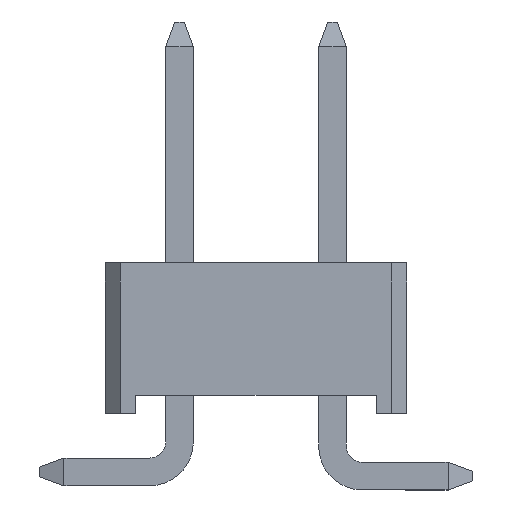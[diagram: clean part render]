
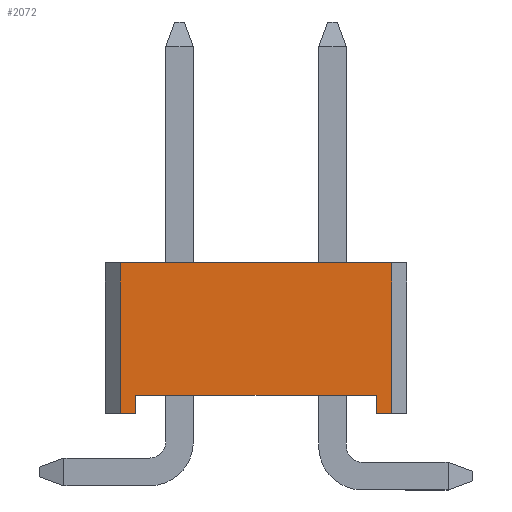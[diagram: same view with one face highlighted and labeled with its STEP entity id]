
A CAD part, left-side view. The second image highlights one B-rep face of the part: STEP entity #2072.
In plain terms, the highlighted planar face has unit normal (-1, 0, 0).
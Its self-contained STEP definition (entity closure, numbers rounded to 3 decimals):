
#35 = VERTEX_POINT('',#36);
#36 = CARTESIAN_POINT('',(-3.175,2.25,3.77));
#43 = PLANE('',#44);
#44 = AXIS2_PLACEMENT_3D('',#45,#46,#47);
#45 = CARTESIAN_POINT('',(-2.54,-2.885,3.77));
#46 = DIRECTION('',(0.,0.,1.));
#47 = DIRECTION('',(1.,0.,0.));
#55 = PLANE('',#56);
#56 = AXIS2_PLACEMENT_3D('',#57,#58,#59);
#57 = CARTESIAN_POINT('',(-2.925,2.5,3.77));
#58 = DIRECTION('',(0.707,-0.707,0.));
#59 = DIRECTION('',(0.707,0.707,0.));
#67 = EDGE_CURVE('',#35,#68,#70,.T.);
#68 = VERTEX_POINT('',#69);
#69 = CARTESIAN_POINT('',(-3.175,-2.25,3.77));
#70 = SURFACE_CURVE('',#71,(#75,#82),.PCURVE_S1.);
#71 = LINE('',#72,#73);
#72 = CARTESIAN_POINT('',(-3.175,-2.885,3.77));
#73 = VECTOR('',#74,1.);
#74 = DIRECTION('',(0.,-1.,0.));
#75 = PCURVE('',#43,#76);
#76 = DEFINITIONAL_REPRESENTATION('',(#77),#81);
#77 = LINE('',#78,#79);
#78 = CARTESIAN_POINT('',(-0.635,0.));
#79 = VECTOR('',#80,1.);
#80 = DIRECTION('',(0.,-1.));
#81 = ( GEOMETRIC_REPRESENTATION_CONTEXT(2) 
PARAMETRIC_REPRESENTATION_CONTEXT() REPRESENTATION_CONTEXT('2D SPACE',''
  ) );
#82 = PCURVE('',#83,#88);
#83 = PLANE('',#84);
#84 = AXIS2_PLACEMENT_3D('',#85,#86,#87);
#85 = CARTESIAN_POINT('',(-3.175,2.25,3.77));
#86 = DIRECTION('',(1.,0.,0.));
#87 = DIRECTION('',(0.,1.,0.));
#88 = DEFINITIONAL_REPRESENTATION('',(#89),#93);
#89 = LINE('',#90,#91);
#90 = CARTESIAN_POINT('',(-5.135,0.));
#91 = VECTOR('',#92,1.);
#92 = DIRECTION('',(-1.,0.));
#93 = ( GEOMETRIC_REPRESENTATION_CONTEXT(2) 
PARAMETRIC_REPRESENTATION_CONTEXT() REPRESENTATION_CONTEXT('2D SPACE',''
  ) );
#111 = PLANE('',#112);
#112 = AXIS2_PLACEMENT_3D('',#113,#114,#115);
#113 = CARTESIAN_POINT('',(-3.175,-2.25,3.77));
#114 = DIRECTION('',(0.707,0.707,0.));
#115 = DIRECTION('',(-0.707,0.707,0.));
#2072 = ADVANCED_FACE('',(#2073),#83,.F.);
#2073 = FACE_BOUND('',#2074,.T.);
#2074 = EDGE_LOOP('',(#2075,#2105,#2126,#2127,#2150,#2178,#2206,#2234));
#2075 = ORIENTED_EDGE('',*,*,#2076,.T.);
#2076 = EDGE_CURVE('',#2077,#2079,#2081,.T.);
#2077 = VERTEX_POINT('',#2078);
#2078 = CARTESIAN_POINT('',(-3.175,-2.,1.27));
#2079 = VERTEX_POINT('',#2080);
#2080 = CARTESIAN_POINT('',(-3.175,-2.25,1.27));
#2081 = SURFACE_CURVE('',#2082,(#2086,#2093),.PCURVE_S1.);
#2082 = LINE('',#2083,#2084);
#2083 = CARTESIAN_POINT('',(-3.175,-2.885,1.27));
#2084 = VECTOR('',#2085,1.);
#2085 = DIRECTION('',(0.,-1.,0.));
#2086 = PCURVE('',#83,#2087);
#2087 = DEFINITIONAL_REPRESENTATION('',(#2088),#2092);
#2088 = LINE('',#2089,#2090);
#2089 = CARTESIAN_POINT('',(-5.135,-2.5));
#2090 = VECTOR('',#2091,1.);
#2091 = DIRECTION('',(-1.,0.));
#2092 = ( GEOMETRIC_REPRESENTATION_CONTEXT(2) 
PARAMETRIC_REPRESENTATION_CONTEXT() REPRESENTATION_CONTEXT('2D SPACE',''
  ) );
#2093 = PCURVE('',#2094,#2099);
#2094 = PLANE('',#2095);
#2095 = AXIS2_PLACEMENT_3D('',#2096,#2097,#2098);
#2096 = CARTESIAN_POINT('',(-2.54,-2.885,1.27));
#2097 = DIRECTION('',(0.,0.,1.));
#2098 = DIRECTION('',(1.,0.,0.));
#2099 = DEFINITIONAL_REPRESENTATION('',(#2100),#2104);
#2100 = LINE('',#2101,#2102);
#2101 = CARTESIAN_POINT('',(-0.635,0.));
#2102 = VECTOR('',#2103,1.);
#2103 = DIRECTION('',(0.,-1.));
#2104 = ( GEOMETRIC_REPRESENTATION_CONTEXT(2) 
PARAMETRIC_REPRESENTATION_CONTEXT() REPRESENTATION_CONTEXT('2D SPACE',''
  ) );
#2105 = ORIENTED_EDGE('',*,*,#2106,.F.);
#2106 = EDGE_CURVE('',#68,#2079,#2107,.T.);
#2107 = SURFACE_CURVE('',#2108,(#2112,#2119),.PCURVE_S1.);
#2108 = LINE('',#2109,#2110);
#2109 = CARTESIAN_POINT('',(-3.175,-2.25,3.77));
#2110 = VECTOR('',#2111,1.);
#2111 = DIRECTION('',(0.,0.,-1.));
#2112 = PCURVE('',#83,#2113);
#2113 = DEFINITIONAL_REPRESENTATION('',(#2114),#2118);
#2114 = LINE('',#2115,#2116);
#2115 = CARTESIAN_POINT('',(-4.5,0.));
#2116 = VECTOR('',#2117,1.);
#2117 = DIRECTION('',(0.,-1.));
#2118 = ( GEOMETRIC_REPRESENTATION_CONTEXT(2) 
PARAMETRIC_REPRESENTATION_CONTEXT() REPRESENTATION_CONTEXT('2D SPACE',''
  ) );
#2119 = PCURVE('',#111,#2120);
#2120 = DEFINITIONAL_REPRESENTATION('',(#2121),#2125);
#2121 = LINE('',#2122,#2123);
#2122 = CARTESIAN_POINT('',(0.,0.));
#2123 = VECTOR('',#2124,1.);
#2124 = DIRECTION('',(0.,-1.));
#2125 = ( GEOMETRIC_REPRESENTATION_CONTEXT(2) 
PARAMETRIC_REPRESENTATION_CONTEXT() REPRESENTATION_CONTEXT('2D SPACE',''
  ) );
#2126 = ORIENTED_EDGE('',*,*,#67,.F.);
#2127 = ORIENTED_EDGE('',*,*,#2128,.F.);
#2128 = EDGE_CURVE('',#2129,#35,#2131,.T.);
#2129 = VERTEX_POINT('',#2130);
#2130 = CARTESIAN_POINT('',(-3.175,2.25,1.27));
#2131 = SURFACE_CURVE('',#2132,(#2136,#2143),.PCURVE_S1.);
#2132 = LINE('',#2133,#2134);
#2133 = CARTESIAN_POINT('',(-3.175,2.25,3.77));
#2134 = VECTOR('',#2135,1.);
#2135 = DIRECTION('',(0.,0.,1.));
#2136 = PCURVE('',#83,#2137);
#2137 = DEFINITIONAL_REPRESENTATION('',(#2138),#2142);
#2138 = LINE('',#2139,#2140);
#2139 = CARTESIAN_POINT('',(0.,0.));
#2140 = VECTOR('',#2141,1.);
#2141 = DIRECTION('',(0.,1.));
#2142 = ( GEOMETRIC_REPRESENTATION_CONTEXT(2) 
PARAMETRIC_REPRESENTATION_CONTEXT() REPRESENTATION_CONTEXT('2D SPACE',''
  ) );
#2143 = PCURVE('',#55,#2144);
#2144 = DEFINITIONAL_REPRESENTATION('',(#2145),#2149);
#2145 = LINE('',#2146,#2147);
#2146 = CARTESIAN_POINT('',(-0.354,0.));
#2147 = VECTOR('',#2148,1.);
#2148 = DIRECTION('',(0.,1.));
#2149 = ( GEOMETRIC_REPRESENTATION_CONTEXT(2) 
PARAMETRIC_REPRESENTATION_CONTEXT() REPRESENTATION_CONTEXT('2D SPACE',''
  ) );
#2150 = ORIENTED_EDGE('',*,*,#2151,.T.);
#2151 = EDGE_CURVE('',#2129,#2152,#2154,.T.);
#2152 = VERTEX_POINT('',#2153);
#2153 = CARTESIAN_POINT('',(-3.175,2.,1.27));
#2154 = SURFACE_CURVE('',#2155,(#2159,#2166),.PCURVE_S1.);
#2155 = LINE('',#2156,#2157);
#2156 = CARTESIAN_POINT('',(-3.175,-2.885,1.27));
#2157 = VECTOR('',#2158,1.);
#2158 = DIRECTION('',(0.,-1.,0.));
#2159 = PCURVE('',#83,#2160);
#2160 = DEFINITIONAL_REPRESENTATION('',(#2161),#2165);
#2161 = LINE('',#2162,#2163);
#2162 = CARTESIAN_POINT('',(-5.135,-2.5));
#2163 = VECTOR('',#2164,1.);
#2164 = DIRECTION('',(-1.,0.));
#2165 = ( GEOMETRIC_REPRESENTATION_CONTEXT(2) 
PARAMETRIC_REPRESENTATION_CONTEXT() REPRESENTATION_CONTEXT('2D SPACE',''
  ) );
#2166 = PCURVE('',#2167,#2172);
#2167 = PLANE('',#2168);
#2168 = AXIS2_PLACEMENT_3D('',#2169,#2170,#2171);
#2169 = CARTESIAN_POINT('',(-2.54,-2.885,1.27));
#2170 = DIRECTION('',(0.,0.,1.));
#2171 = DIRECTION('',(1.,0.,0.));
#2172 = DEFINITIONAL_REPRESENTATION('',(#2173),#2177);
#2173 = LINE('',#2174,#2175);
#2174 = CARTESIAN_POINT('',(-0.635,0.));
#2175 = VECTOR('',#2176,1.);
#2176 = DIRECTION('',(0.,-1.));
#2177 = ( GEOMETRIC_REPRESENTATION_CONTEXT(2) 
PARAMETRIC_REPRESENTATION_CONTEXT() REPRESENTATION_CONTEXT('2D SPACE',''
  ) );
#2178 = ORIENTED_EDGE('',*,*,#2179,.F.);
#2179 = EDGE_CURVE('',#2180,#2152,#2182,.T.);
#2180 = VERTEX_POINT('',#2181);
#2181 = CARTESIAN_POINT('',(-3.175,2.,1.57));
#2182 = SURFACE_CURVE('',#2183,(#2187,#2194),.PCURVE_S1.);
#2183 = LINE('',#2184,#2185);
#2184 = CARTESIAN_POINT('',(-3.175,2.,1.57));
#2185 = VECTOR('',#2186,1.);
#2186 = DIRECTION('',(0.,0.,-1.));
#2187 = PCURVE('',#83,#2188);
#2188 = DEFINITIONAL_REPRESENTATION('',(#2189),#2193);
#2189 = LINE('',#2190,#2191);
#2190 = CARTESIAN_POINT('',(-0.25,-2.2));
#2191 = VECTOR('',#2192,1.);
#2192 = DIRECTION('',(0.,-1.));
#2193 = ( GEOMETRIC_REPRESENTATION_CONTEXT(2) 
PARAMETRIC_REPRESENTATION_CONTEXT() REPRESENTATION_CONTEXT('2D SPACE',''
  ) );
#2194 = PCURVE('',#2195,#2200);
#2195 = PLANE('',#2196);
#2196 = AXIS2_PLACEMENT_3D('',#2197,#2198,#2199);
#2197 = CARTESIAN_POINT('',(-3.175,2.,1.57));
#2198 = DIRECTION('',(0.,-1.,0.));
#2199 = DIRECTION('',(0.,0.,-1.));
#2200 = DEFINITIONAL_REPRESENTATION('',(#2201),#2205);
#2201 = LINE('',#2202,#2203);
#2202 = CARTESIAN_POINT('',(0.,0.));
#2203 = VECTOR('',#2204,1.);
#2204 = DIRECTION('',(1.,0.));
#2205 = ( GEOMETRIC_REPRESENTATION_CONTEXT(2) 
PARAMETRIC_REPRESENTATION_CONTEXT() REPRESENTATION_CONTEXT('2D SPACE',''
  ) );
#2206 = ORIENTED_EDGE('',*,*,#2207,.F.);
#2207 = EDGE_CURVE('',#2208,#2180,#2210,.T.);
#2208 = VERTEX_POINT('',#2209);
#2209 = CARTESIAN_POINT('',(-3.175,-2.,1.57));
#2210 = SURFACE_CURVE('',#2211,(#2215,#2222),.PCURVE_S1.);
#2211 = LINE('',#2212,#2213);
#2212 = CARTESIAN_POINT('',(-3.175,2.25,1.57));
#2213 = VECTOR('',#2214,1.);
#2214 = DIRECTION('',(0.,1.,0.));
#2215 = PCURVE('',#83,#2216);
#2216 = DEFINITIONAL_REPRESENTATION('',(#2217),#2221);
#2217 = LINE('',#2218,#2219);
#2218 = CARTESIAN_POINT('',(0.,-2.2));
#2219 = VECTOR('',#2220,1.);
#2220 = DIRECTION('',(1.,0.));
#2221 = ( GEOMETRIC_REPRESENTATION_CONTEXT(2) 
PARAMETRIC_REPRESENTATION_CONTEXT() REPRESENTATION_CONTEXT('2D SPACE',''
  ) );
#2222 = PCURVE('',#2223,#2228);
#2223 = PLANE('',#2224);
#2224 = AXIS2_PLACEMENT_3D('',#2225,#2226,#2227);
#2225 = CARTESIAN_POINT('',(-3.175,-2.,1.57));
#2226 = DIRECTION('',(0.,0.,1.));
#2227 = DIRECTION('',(1.,0.,0.));
#2228 = DEFINITIONAL_REPRESENTATION('',(#2229),#2233);
#2229 = LINE('',#2230,#2231);
#2230 = CARTESIAN_POINT('',(0.,4.25));
#2231 = VECTOR('',#2232,1.);
#2232 = DIRECTION('',(0.,1.));
#2233 = ( GEOMETRIC_REPRESENTATION_CONTEXT(2) 
PARAMETRIC_REPRESENTATION_CONTEXT() REPRESENTATION_CONTEXT('2D SPACE',''
  ) );
#2234 = ORIENTED_EDGE('',*,*,#2235,.F.);
#2235 = EDGE_CURVE('',#2077,#2208,#2236,.T.);
#2236 = SURFACE_CURVE('',#2237,(#2241,#2248),.PCURVE_S1.);
#2237 = LINE('',#2238,#2239);
#2238 = CARTESIAN_POINT('',(-3.175,-2.,1.57));
#2239 = VECTOR('',#2240,1.);
#2240 = DIRECTION('',(0.,0.,1.));
#2241 = PCURVE('',#83,#2242);
#2242 = DEFINITIONAL_REPRESENTATION('',(#2243),#2247);
#2243 = LINE('',#2244,#2245);
#2244 = CARTESIAN_POINT('',(-4.25,-2.2));
#2245 = VECTOR('',#2246,1.);
#2246 = DIRECTION('',(0.,1.));
#2247 = ( GEOMETRIC_REPRESENTATION_CONTEXT(2) 
PARAMETRIC_REPRESENTATION_CONTEXT() REPRESENTATION_CONTEXT('2D SPACE',''
  ) );
#2248 = PCURVE('',#2249,#2254);
#2249 = PLANE('',#2250);
#2250 = AXIS2_PLACEMENT_3D('',#2251,#2252,#2253);
#2251 = CARTESIAN_POINT('',(-3.175,-2.,1.57));
#2252 = DIRECTION('',(0.,1.,0.));
#2253 = DIRECTION('',(0.,0.,1.));
#2254 = DEFINITIONAL_REPRESENTATION('',(#2255),#2259);
#2255 = LINE('',#2256,#2257);
#2256 = CARTESIAN_POINT('',(0.,0.));
#2257 = VECTOR('',#2258,1.);
#2258 = DIRECTION('',(1.,0.));
#2259 = ( GEOMETRIC_REPRESENTATION_CONTEXT(2) 
PARAMETRIC_REPRESENTATION_CONTEXT() REPRESENTATION_CONTEXT('2D SPACE',''
  ) );
